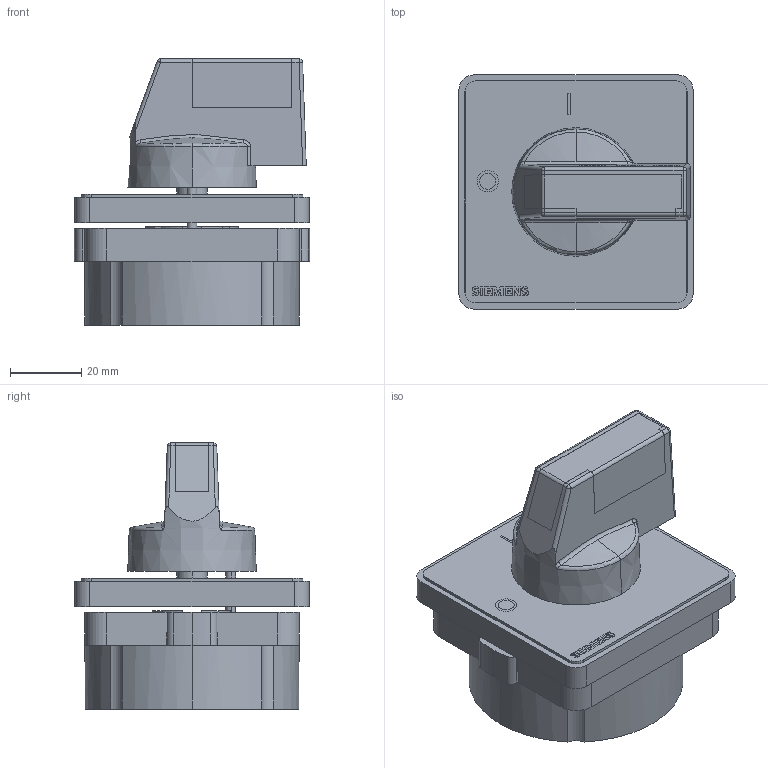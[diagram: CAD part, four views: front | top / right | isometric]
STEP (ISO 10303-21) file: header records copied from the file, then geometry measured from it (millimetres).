
FILE_DESCRIPTION(('STEP AP214'),'1');
FILE_NAME('cctmp_8816378E-9DCF-40F0-AA00-56FA7E734647_2023_02_06_11_38_47_0188..stp','2023-02-06T10:38:47',('SIEMENS A&D'),('CADClick - www.CADClick.com'),'Spatial InterOp 3D postprocessed',' ','unknown authorization');
FILE_SCHEMA(('AUTOMOTIVE_DESIGN'));
Length unit declared in the file: millimetre
Products named in the file (1): 1
Bounding box: 66 x 65.6 x 74.58 mm (x, y, z)
Volume: 108996.2 mm3; surface area: 39575.8 mm2
Topology: 3 solids, 3 shells, 413 faces, 1131 edges, 735 vertices
Faces by surface type: plane 212, cylinder 155, cone 30, bspline 8, torus 4, sphere 4
Entity records: 16340 total; most frequent: CARTESIAN_POINT 3700, DIRECTION 2278, ORIENTED_EDGE 2262, EDGE_CURVE 1131, AXIS2_PLACEMENT_3D 778, VERTEX_POINT 735, LINE 722, VECTOR 722
